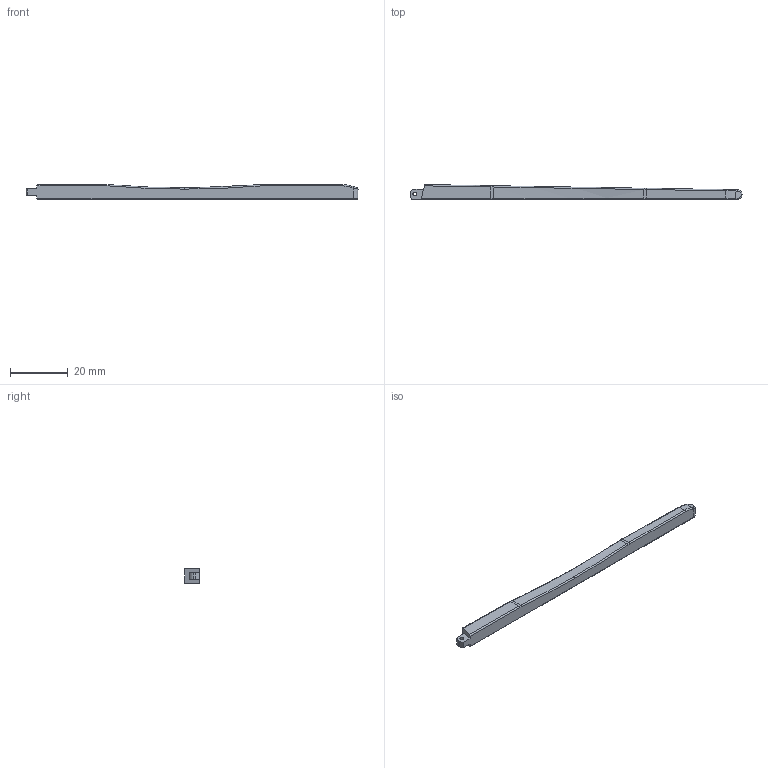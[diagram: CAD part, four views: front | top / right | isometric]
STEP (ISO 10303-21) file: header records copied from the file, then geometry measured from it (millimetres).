
FILE_DESCRIPTION(('FreeCAD Model'),'2;1');
FILE_NAME('Open CASCADE Shape Model','2025-04-29T07:24:19',('FreeCAD'),( 'FreeCAD'),'Open CASCADE STEP processor 7.6','FreeCAD','Unknown');
FILE_SCHEMA(('AUTOMOTIVE_DESIGN { 1 0 10303 214 1 1 1 1 }'));
Length unit declared in the file: millimetre
Products named in the file (1): Open CASCADE STEP translator 7.6 1
Bounding box: 115.45 x 5.16 x 5.16 mm (x, y, z)
Volume: 2258.9 mm3; surface area: 2003.5 mm2
Topology: 1 solids, 1 shells, 40 faces, 98 edges, 60 vertices
Faces by surface type: bspline 40
Entity records: 1215 total; most frequent: CARTESIAN_POINT 665, ORIENTED_EDGE 196, EDGE_CURVE 98, VERTEX_POINT 60, B_SPLINE_CURVE_WITH_KNOTS 44, FACE_BOUND 42, EDGE_LOOP 42, ADVANCED_FACE 40
